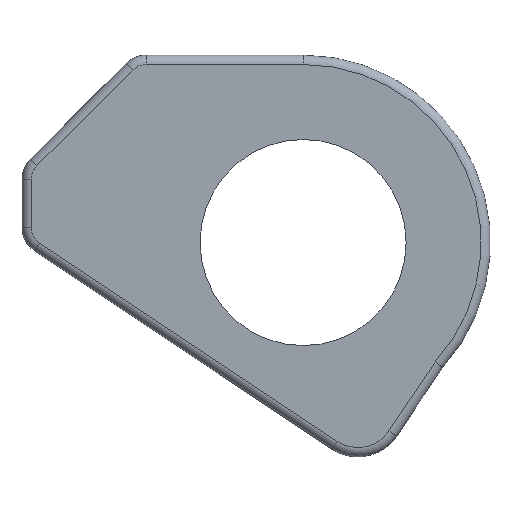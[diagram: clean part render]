
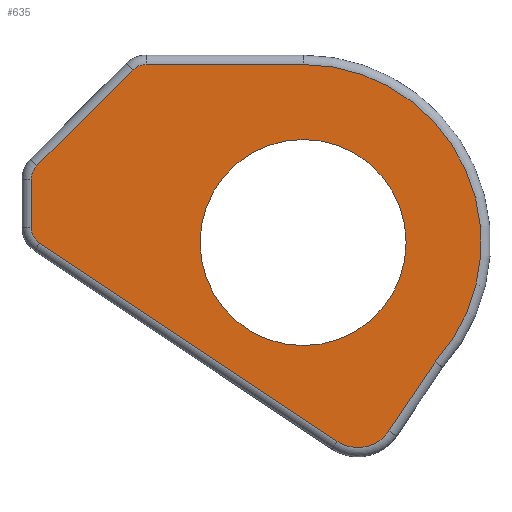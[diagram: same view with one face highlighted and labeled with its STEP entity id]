
A CAD part, left-side view. The second image highlights one B-rep face of the part: STEP entity #635.
In plain terms, the highlighted planar face has unit normal (-1, 0, 0).
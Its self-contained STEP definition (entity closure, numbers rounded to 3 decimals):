
#16=FACE_BOUND('',#115,.T.);
#25=PLANE('',#733);
#72=FACE_OUTER_BOUND('',#114,.T.);
#114=EDGE_LOOP('',(#540,#541,#542,#543,#544,#545,#546,#547,#548,#549));
#115=EDGE_LOOP('',(#550));
#158=CIRCLE('',#706,4.);
#161=CIRCLE('',#711,2.);
#165=CIRCLE('',#717,2.);
#169=CIRCLE('',#723,2.);
#172=CIRCLE('',#728,19.);
#173=CIRCLE('',#734,11.);
#201=LINE('',#1086,#242);
#203=LINE('',#1108,#244);
#204=LINE('',#1116,#245);
#206=LINE('',#1128,#247);
#208=LINE('',#1140,#249);
#242=VECTOR('',#860,10.);
#244=VECTOR('',#874,10.);
#245=VECTOR('',#885,10.);
#247=VECTOR('',#899,10.);
#249=VECTOR('',#913,10.);
#295=VERTEX_POINT('',#1084);
#296=VERTEX_POINT('',#1085);
#297=VERTEX_POINT('',#1101);
#298=VERTEX_POINT('',#1105);
#299=VERTEX_POINT('',#1110);
#300=VERTEX_POINT('',#1114);
#301=VERTEX_POINT('',#1118);
#303=VERTEX_POINT('',#1124);
#305=VERTEX_POINT('',#1130);
#307=VERTEX_POINT('',#1136);
#309=VERTEX_POINT('',#1153);
#364=EDGE_CURVE('',#295,#296,#201,.T.);
#368=EDGE_CURVE('',#296,#297,#158,.T.);
#371=EDGE_CURVE('',#297,#298,#203,.T.);
#373=EDGE_CURVE('',#298,#299,#161,.T.);
#375=EDGE_CURVE('',#299,#300,#204,.T.);
#378=EDGE_CURVE('',#300,#301,#165,.T.);
#381=EDGE_CURVE('',#301,#303,#206,.T.);
#384=EDGE_CURVE('',#303,#305,#169,.T.);
#387=EDGE_CURVE('',#305,#307,#208,.T.);
#389=EDGE_CURVE('',#307,#295,#172,.T.);
#394=EDGE_CURVE('',#309,#309,#173,.T.);
#540=ORIENTED_EDGE('',*,*,#364,.F.);
#541=ORIENTED_EDGE('',*,*,#389,.F.);
#542=ORIENTED_EDGE('',*,*,#387,.F.);
#543=ORIENTED_EDGE('',*,*,#384,.F.);
#544=ORIENTED_EDGE('',*,*,#381,.F.);
#545=ORIENTED_EDGE('',*,*,#378,.F.);
#546=ORIENTED_EDGE('',*,*,#375,.F.);
#547=ORIENTED_EDGE('',*,*,#373,.F.);
#548=ORIENTED_EDGE('',*,*,#371,.F.);
#549=ORIENTED_EDGE('',*,*,#368,.F.);
#550=ORIENTED_EDGE('',*,*,#394,.F.);
#635=ADVANCED_FACE('',(#72,#16),#25,.F.);
#706=AXIS2_PLACEMENT_3D('',#1103,#867,#868);
#711=AXIS2_PLACEMENT_3D('',#1112,#879,#880);
#717=AXIS2_PLACEMENT_3D('',#1122,#892,#893);
#723=AXIS2_PLACEMENT_3D('',#1134,#906,#907);
#728=AXIS2_PLACEMENT_3D('',#1143,#918,#919);
#733=AXIS2_PLACEMENT_3D('',#1152,#932,#933);
#734=AXIS2_PLACEMENT_3D('',#1154,#934,#935);
#860=DIRECTION('',(0.,0.557,-0.831));
#867=DIRECTION('center_axis',(1.,0.,0.));
#868=DIRECTION('ref_axis',(0.,-0.195,-0.981));
#874=DIRECTION('',(0.,0.832,0.555));
#879=DIRECTION('center_axis',(1.,0.,0.));
#880=DIRECTION('ref_axis',(0.,0.882,-0.472));
#885=DIRECTION('',(0.,0.,1.));
#892=DIRECTION('center_axis',(1.,0.,0.));
#893=DIRECTION('ref_axis',(0.,0.924,0.383));
#899=DIRECTION('',(0.,-0.707,0.707));
#906=DIRECTION('center_axis',(1.,0.,0.));
#907=DIRECTION('ref_axis',(0.,0.383,0.924));
#913=DIRECTION('',(0.,-1.,0.));
#918=DIRECTION('center_axis',(1.,0.,0.));
#919=DIRECTION('ref_axis',(0.,-0.913,0.407));
#932=DIRECTION('center_axis',(1.,0.,0.));
#933=DIRECTION('ref_axis',(0.,0.,-1.));
#934=DIRECTION('center_axis',(-1.,0.,0.));
#935=DIRECTION('ref_axis',(0.,0.,-1.));
#1084=CARTESIAN_POINT('',(0.15,-14.088,-12.748));
#1085=CARTESIAN_POINT('',(0.15,-9.158,-20.107));
#1086=CARTESIAN_POINT('',(0.15,-14.059,-12.792));
#1101=CARTESIAN_POINT('',(0.15,-3.616,-21.209));
#1103=CARTESIAN_POINT('Origin',(0.15,-5.835,-17.881));
#1105=CARTESIAN_POINT('',(0.15,28.109,-0.059));
#1108=CARTESIAN_POINT('',(0.15,5.791,-14.937));
#1110=CARTESIAN_POINT('',(0.15,29.,1.606));
#1112=CARTESIAN_POINT('Origin',(0.15,27.,1.606));
#1114=CARTESIAN_POINT('',(0.15,29.,6.757));
#1116=CARTESIAN_POINT('',(0.15,29.,0.));
#1118=CARTESIAN_POINT('',(0.15,28.414,8.172));
#1122=CARTESIAN_POINT('Origin',(0.15,27.,6.757));
#1124=CARTESIAN_POINT('',(0.15,18.172,18.414));
#1128=CARTESIAN_POINT('',(0.15,22.043,14.543));
#1130=CARTESIAN_POINT('',(0.15,16.757,19.));
#1134=CARTESIAN_POINT('Origin',(0.15,16.757,17.));
#1136=CARTESIAN_POINT('',(0.15,0.,19.));
#1140=CARTESIAN_POINT('',(0.15,17.5,19.));
#1143=CARTESIAN_POINT('Origin',(0.15,0.,0.));
#1152=CARTESIAN_POINT('Origin',(0.15,5.,0.));
#1153=CARTESIAN_POINT('',(0.15,0.,11.));
#1154=CARTESIAN_POINT('Origin',(0.15,0.,0.));
